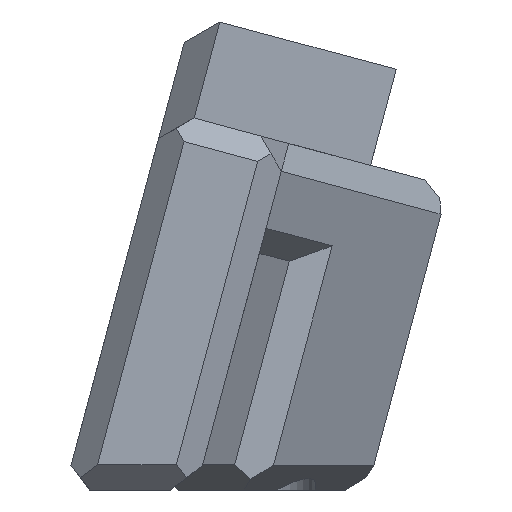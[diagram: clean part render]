
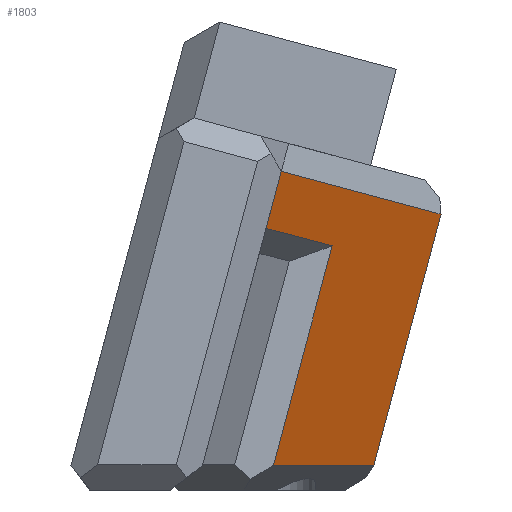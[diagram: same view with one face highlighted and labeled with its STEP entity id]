
A CAD part, left-side view. The second image highlights one B-rep face of the part: STEP entity #1803.
In plain terms, the highlighted planar face has unit normal (-0.507, -0.832, -0.223).
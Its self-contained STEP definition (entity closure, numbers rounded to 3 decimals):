
#112=CARTESIAN_POINT('',(30.392,2.941,30.909));
#113=VERTEX_POINT('',#112);
#114=CARTESIAN_POINT('',(30.392,1.137,37.641));
#115=VERTEX_POINT('',#114);
#116=CARTESIAN_POINT('',(30.392,2.941,30.909));
#117=DIRECTION('',(0.,-0.259,0.966));
#118=VECTOR('',#117,6.97);
#119=LINE('',#116,#118);
#120=EDGE_CURVE('',#113,#115,#119,.T.);
#1757=CARTESIAN_POINT('',(3.897,12.546,55.362));
#1758=DIRECTION('',(-0.508,-0.832,-0.223));
#1759=DIRECTION('',(0.862,-0.49,-0.131));
#1760=AXIS2_PLACEMENT_3D('',#1757,#1758,#1759);
#1761=PLANE('',#1760);
#1762=CARTESIAN_POINT('',(44.137,-4.887,28.84));
#1763=VERTEX_POINT('',#1762);
#1764=CARTESIAN_POINT('',(44.137,2.057,2.924));
#1765=VERTEX_POINT('',#1764);
#1766=CARTESIAN_POINT('',(44.137,-4.887,28.84));
#1767=DIRECTION('',(0.,0.259,-0.966));
#1768=VECTOR('',#1767,26.829);
#1769=LINE('',#1766,#1768);
#1770=EDGE_CURVE('',#1763,#1765,#1769,.T.);
#1771=ORIENTED_EDGE('',*,*,#1770,.T.);
#1772=CARTESIAN_POINT('',(63.565,-9.79,2.924));
#1773=VERTEX_POINT('',#1772);
#1774=CARTESIAN_POINT('',(44.137,2.057,2.924));
#1775=DIRECTION('',(0.854,-0.521,0.));
#1776=VECTOR('',#1775,22.756);
#1777=LINE('',#1774,#1776);
#1778=EDGE_CURVE('',#1765,#1773,#1777,.T.);
#1779=ORIENTED_EDGE('',*,*,#1778,.T.);
#1780=CARTESIAN_POINT('',(63.565,-17.738,32.584));
#1781=VERTEX_POINT('',#1780);
#1782=CARTESIAN_POINT('',(63.565,-9.79,2.924));
#1783=DIRECTION('',(-0.,-0.259,0.966));
#1784=VECTOR('',#1783,30.705);
#1785=LINE('',#1782,#1784);
#1786=EDGE_CURVE('',#1773,#1781,#1785,.T.);
#1787=ORIENTED_EDGE('',*,*,#1786,.T.);
#1788=CARTESIAN_POINT('',(63.565,-17.738,32.584));
#1789=DIRECTION('',(-0.862,0.49,0.131));
#1790=VECTOR('',#1789,38.5);
#1791=LINE('',#1788,#1790);
#1792=EDGE_CURVE('',#1781,#115,#1791,.T.);
#1793=ORIENTED_EDGE('',*,*,#1792,.T.);
#1794=ORIENTED_EDGE('',*,*,#120,.F.);
#1795=CARTESIAN_POINT('',(30.392,2.941,30.909));
#1796=DIRECTION('',(0.862,-0.491,-0.13));
#1797=VECTOR('',#1796,15.952);
#1798=LINE('',#1795,#1797);
#1799=EDGE_CURVE('',#113,#1763,#1798,.T.);
#1800=ORIENTED_EDGE('',*,*,#1799,.T.);
#1801=EDGE_LOOP('',(#1771,#1779,#1787,#1793,#1794,#1800));
#1802=FACE_BOUND('',#1801,.T.);
#1803=ADVANCED_FACE('',(#1802),#1761,.T.);
